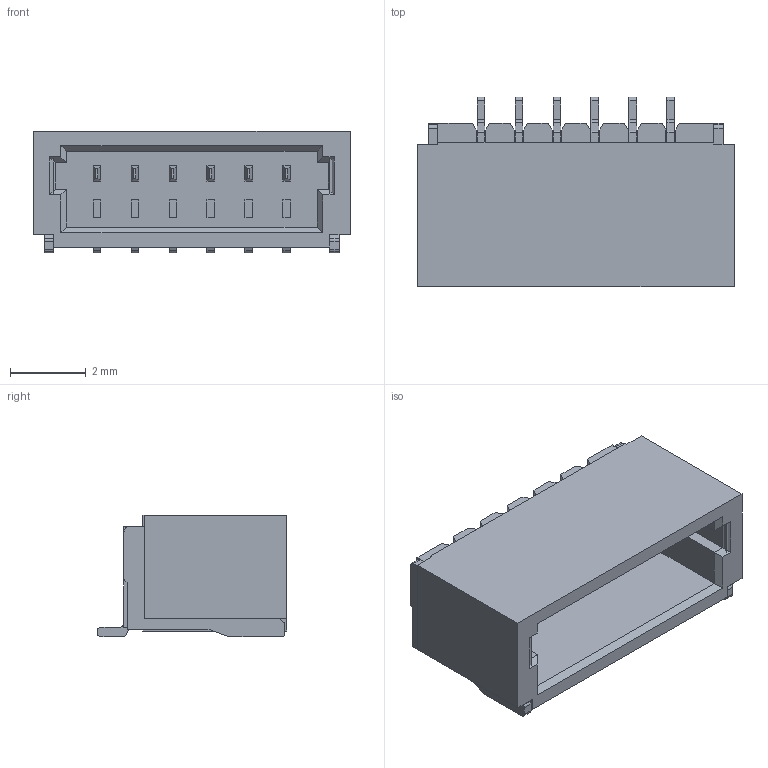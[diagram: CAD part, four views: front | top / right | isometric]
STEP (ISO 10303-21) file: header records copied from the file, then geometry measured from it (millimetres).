
FILE_DESCRIPTION(('FreeCAD Model'),'2;1');
FILE_NAME('Open CASCADE Shape Model','2023-12-08T16:08:52',(''),(''), 'Open CASCADE STEP processor 7.6','FreeCAD','Unknown');
FILE_SCHEMA(('AUTOMOTIVE_DESIGN { 1 0 10303 214 1 1 1 1 }'));
Length unit declared in the file: millimetre
Products named in the file (6): CN1; CONN-SMD_6P-P1.00_HDGC1002WR-S-6P; COMPOUND003; COMPOUND; COMPOUND001; COMPOUND002
Assembly tree (5 placements, depth 4):
  CN1
    CONN-SMD_6P-P1.00_HDGC1002WR-S-6P
      COMPOUND003
        COMPOUND
        COMPOUND001
        COMPOUND002
Bounding box: 8.36 x 5 x 3.2 mm (x, y, z)
Volume: 64.9 mm3; surface area: 322.5 mm2
Topology: 3 solids, 3 shells, 530 faces, 1407 edges, 926 vertices
Faces by surface type: plane 384, bspline 98, cylinder 48
Entity records: 20284 total; most frequent: CARTESIAN_POINT 4175, ORIENTED_EDGE 2814, DIRECTION 2179, EDGE_CURVE 1407, LINE 1111, VECTOR 1111, VERTEX_POINT 926, FACE_BOUND 573
